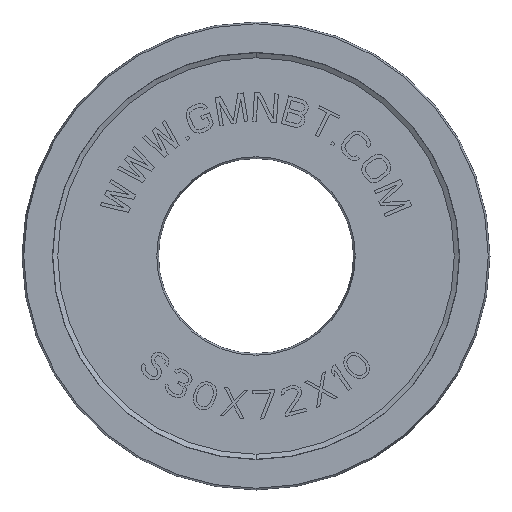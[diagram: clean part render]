
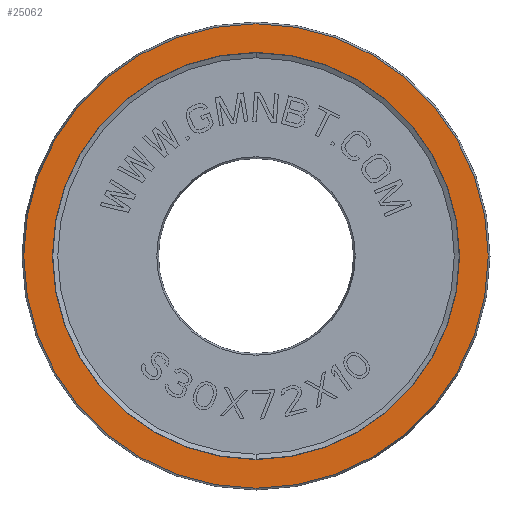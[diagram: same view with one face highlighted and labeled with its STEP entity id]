
A CAD part, front view. The second image highlights one B-rep face of the part: STEP entity #25062.
In plain terms, the highlighted planar face has unit normal (0, -1, 0).
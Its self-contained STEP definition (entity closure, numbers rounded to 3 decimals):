
#24335=CARTESIAN_POINT('',(0.,-5.,0.));
#24336=DIRECTION('',(0.,1.,0.));
#24337=DIRECTION('',(0.,0.,-1.));
#24338=AXIS2_PLACEMENT_3D('',#24335,#24336,#24337);
#24343=CARTESIAN_POINT('',(0.,-5.,0.));
#24344=DIRECTION('',(0.,-1.,0.));
#24345=DIRECTION('',(0.,0.,-1.));
#24346=AXIS2_PLACEMENT_3D('',#24343,#24344,#24345);
#24358=CARTESIAN_POINT('',(0.,-5.,0.));
#24359=DIRECTION('',(0.,-1.,0.));
#24360=DIRECTION('',(0.,0.,-1.));
#24361=AXIS2_PLACEMENT_3D('',#24358,#24359,#24360);
#24373=CARTESIAN_POINT('',(0.,-5.,0.));
#24374=DIRECTION('',(0.,1.,0.));
#24375=DIRECTION('',(0.,0.,-1.));
#24376=AXIS2_PLACEMENT_3D('',#24373,#24374,#24375);
#24739=CARTESIAN_POINT('',(0.,-5.,-31.316));
#24740=VERTEX_POINT('',#24739);
#24741=CARTESIAN_POINT('',(0.,-5.,-35.732));
#24743=VERTEX_POINT('',#24741);
#24783=CARTESIAN_POINT('',(0.,-5.,31.316));
#24784=VERTEX_POINT('',#24783);
#24785=CARTESIAN_POINT('',(0.,-5.,35.732));
#24787=VERTEX_POINT('',#24785);
#25047=CARTESIAN_POINT('',(0.,-5.,0.));
#25048=DIRECTION('',(0.,1.,0.));
#25049=DIRECTION('',(0.,0.,-1.));
#25050=AXIS2_PLACEMENT_3D('',#25047,#25048,#25049);
#25051=PLANE('',#25050);
#25053=ORIENTED_EDGE('',*,*,#25052,.F.);
#25055=ORIENTED_EDGE('',*,*,#25054,.T.);
#25056=EDGE_LOOP('',(#25053,#25055));
#25057=FACE_OUTER_BOUND('',#25056,.F.);
#25058=ORIENTED_EDGE('',*,*,#25040,.F.);
#25059=ORIENTED_EDGE('',*,*,#25029,.T.);
#25060=EDGE_LOOP('',(#25058,#25059));
#25061=FACE_BOUND('',#25060,.F.);
#24339=CIRCLE('',#24338,31.316);
#24347=CIRCLE('',#24346,31.316);
#24362=CIRCLE('',#24361,35.732);
#24377=CIRCLE('',#24376,35.732);
#25029=EDGE_CURVE('',#24740,#24784,#24347,.T.);
#25040=EDGE_CURVE('',#24740,#24784,#24339,.T.);
#25052=EDGE_CURVE('',#24743,#24787,#24362,.T.);
#25054=EDGE_CURVE('',#24743,#24787,#24377,.T.);
#25062=ADVANCED_FACE('',(#25057,#25061),#25051,.F.);
